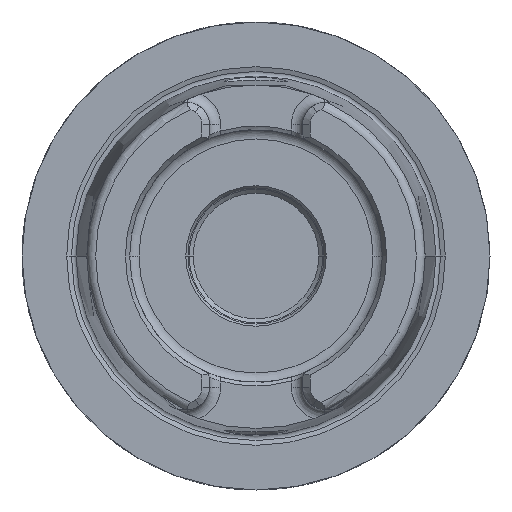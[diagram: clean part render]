
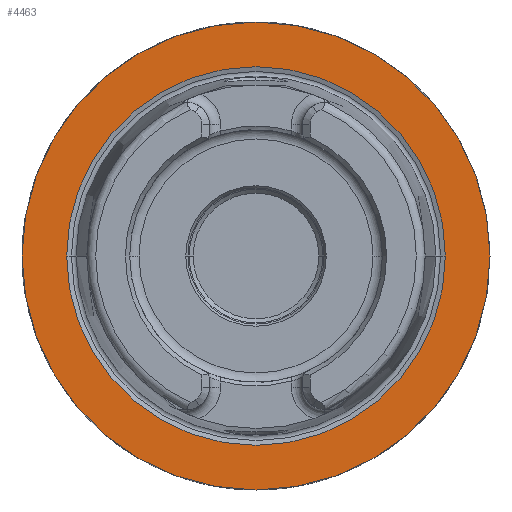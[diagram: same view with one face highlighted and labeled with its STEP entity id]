
A CAD part, left-side view. The second image highlights one B-rep face of the part: STEP entity #4463.
In plain terms, the highlighted planar face has unit normal (-1, 0, 0).
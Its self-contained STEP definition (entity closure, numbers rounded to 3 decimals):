
#1068=CARTESIAN_POINT('',(0.,0.,0.));
#1069=DIRECTION('',(1.,0.,0.));
#1070=DIRECTION('',(0.,1.,0.));
#1071=AXIS2_PLACEMENT_3D('',#1068,#1069,#1070);
#1073=CARTESIAN_POINT('',(0.,0.,0.));
#1074=DIRECTION('',(-1.,0.,0.));
#1075=DIRECTION('',(0.,1.,0.));
#1076=AXIS2_PLACEMENT_3D('',#1073,#1074,#1075);
#1078=CARTESIAN_POINT('',(0.,0.,0.));
#1079=DIRECTION('',(-1.,0.,0.));
#1080=DIRECTION('',(0.,-1.,0.));
#1081=AXIS2_PLACEMENT_3D('',#1078,#1079,#1080);
#1083=CARTESIAN_POINT('',(0.,0.,0.));
#1084=DIRECTION('',(-1.,0.,0.));
#1085=DIRECTION('',(0.,1.,0.));
#1086=AXIS2_PLACEMENT_3D('',#1083,#1084,#1085);
#2707=CARTESIAN_POINT('',(0.,31.5,0.));
#2708=CARTESIAN_POINT('',(0.,-31.5,0.));
#2709=VERTEX_POINT('',#2707);
#2710=VERTEX_POINT('',#2708);
#2735=CARTESIAN_POINT('',(0.,-25.49,0.));
#2736=VERTEX_POINT('',#2735);
#2737=CARTESIAN_POINT('',(0.,25.49,0.));
#2738=VERTEX_POINT('',#2737);
#4448=CARTESIAN_POINT('',(0.,0.,0.));
#4449=DIRECTION('',(1.,0.,0.));
#4450=DIRECTION('',(0.,-1.,0.));
#4451=AXIS2_PLACEMENT_3D('',#4448,#4449,#4450);
#4452=PLANE('',#4451);
#4454=ORIENTED_EDGE('',*,*,#4453,.T.);
#4456=ORIENTED_EDGE('',*,*,#4455,.F.);
#4457=EDGE_LOOP('',(#4454,#4456));
#4458=FACE_OUTER_BOUND('',#4457,.F.);
#4459=ORIENTED_EDGE('',*,*,#4443,.T.);
#4460=ORIENTED_EDGE('',*,*,#4427,.T.);
#4461=EDGE_LOOP('',(#4459,#4460));
#4462=FACE_BOUND('',#4461,.F.);
#4463=ADVANCED_FACE('',(#4458,#4462),#4452,.F.);
#1072=CIRCLE('',#1071,31.5);
#1077=CIRCLE('',#1076,31.5);
#1082=CIRCLE('',#1081,25.49);
#1087=CIRCLE('',#1086,25.49);
#4427=EDGE_CURVE('',#2738,#2736,#1087,.T.);
#4443=EDGE_CURVE('',#2736,#2738,#1082,.T.);
#4453=EDGE_CURVE('',#2709,#2710,#1072,.T.);
#4455=EDGE_CURVE('',#2709,#2710,#1077,.T.);
